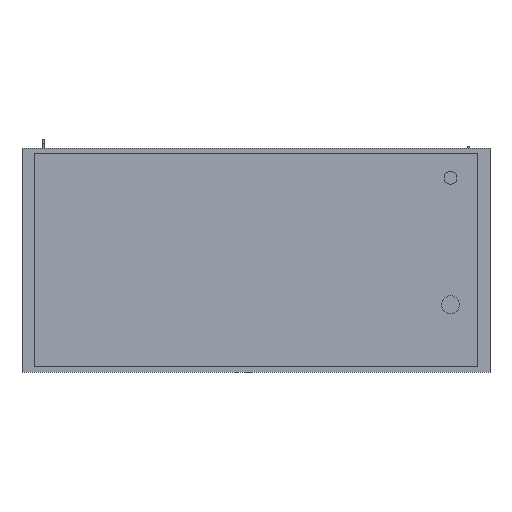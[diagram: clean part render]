
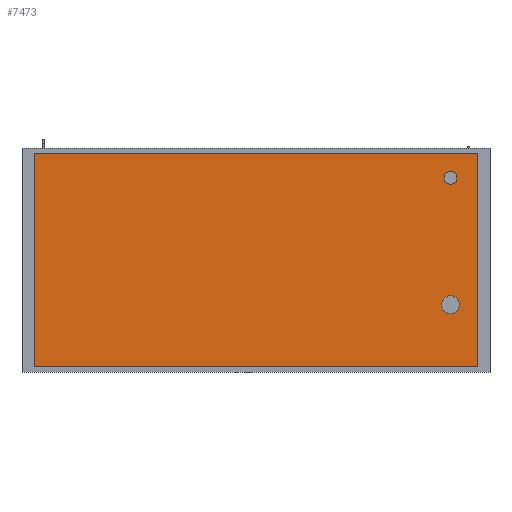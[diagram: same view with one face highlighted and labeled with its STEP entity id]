
A CAD part, front view. The second image highlights one B-rep face of the part: STEP entity #7473.
In plain terms, the highlighted planar face has unit normal (0, -1, 0).
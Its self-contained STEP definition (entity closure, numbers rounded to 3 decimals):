
#114=FACE_BOUND('',#976,.T.);
#115=FACE_BOUND('',#977,.T.);
#135=PLANE('',#8003);
#519=FACE_OUTER_BOUND('',#975,.T.);
#975=EDGE_LOOP('',(#5288,#5289,#5290,#5291));
#976=EDGE_LOOP('',(#5292,#5293));
#977=EDGE_LOOP('',(#5294,#5295));
#1439=LINE('',#10812,#2354);
#1443=LINE('',#10820,#2358);
#1446=LINE('',#10826,#2361);
#1449=LINE('',#10831,#2364);
#2354=VECTOR('',#8654,10.);
#2358=VECTOR('',#8660,10.);
#2361=VECTOR('',#8665,10.);
#2364=VECTOR('',#8670,10.);
#3257=CIRCLE('',#7984,20.);
#3258=CIRCLE('',#7985,20.);
#3261=CIRCLE('',#7990,27.5);
#3262=CIRCLE('',#7991,27.5);
#3423=VERTEX_POINT('',#10767);
#3424=VERTEX_POINT('',#10769);
#3427=VERTEX_POINT('',#10778);
#3428=VERTEX_POINT('',#10780);
#3437=VERTEX_POINT('',#10810);
#3438=VERTEX_POINT('',#10811);
#3441=VERTEX_POINT('',#10819);
#3443=VERTEX_POINT('',#10825);
#4150=EDGE_CURVE('',#3424,#3423,#3257,.T.);
#4151=EDGE_CURVE('',#3423,#3424,#3258,.T.);
#4155=EDGE_CURVE('',#3428,#3427,#3261,.T.);
#4156=EDGE_CURVE('',#3427,#3428,#3262,.T.);
#4169=EDGE_CURVE('',#3437,#3438,#1439,.T.);
#4173=EDGE_CURVE('',#3441,#3437,#1443,.T.);
#4176=EDGE_CURVE('',#3443,#3441,#1446,.T.);
#4179=EDGE_CURVE('',#3438,#3443,#1449,.T.);
#5288=ORIENTED_EDGE('',*,*,#4179,.F.);
#5289=ORIENTED_EDGE('',*,*,#4169,.F.);
#5290=ORIENTED_EDGE('',*,*,#4173,.F.);
#5291=ORIENTED_EDGE('',*,*,#4176,.F.);
#5292=ORIENTED_EDGE('',*,*,#4150,.T.);
#5293=ORIENTED_EDGE('',*,*,#4151,.T.);
#5294=ORIENTED_EDGE('',*,*,#4155,.T.);
#5295=ORIENTED_EDGE('',*,*,#4156,.T.);
#7473=ADVANCED_FACE('',(#519,#114,#115),#135,.F.);
#7984=AXIS2_PLACEMENT_3D('',#10770,#8611,#8612);
#7985=AXIS2_PLACEMENT_3D('',#10771,#8613,#8614);
#7990=AXIS2_PLACEMENT_3D('',#10781,#8624,#8625);
#7991=AXIS2_PLACEMENT_3D('',#10782,#8626,#8627);
#8003=AXIS2_PLACEMENT_3D('',#10834,#8674,#8675);
#8611=DIRECTION('center_axis',(0.,1.,0.));
#8612=DIRECTION('ref_axis',(1.,0.,0.));
#8613=DIRECTION('center_axis',(0.,1.,0.));
#8614=DIRECTION('ref_axis',(1.,0.,0.));
#8624=DIRECTION('center_axis',(0.,1.,0.));
#8625=DIRECTION('ref_axis',(1.,0.,0.));
#8626=DIRECTION('center_axis',(0.,1.,0.));
#8627=DIRECTION('ref_axis',(1.,0.,0.));
#8654=DIRECTION('',(0.,0.,1.));
#8660=DIRECTION('',(-1.,0.,0.));
#8665=DIRECTION('',(0.,0.,-1.));
#8670=DIRECTION('',(1.,0.,0.));
#8674=DIRECTION('center_axis',(0.,1.,0.));
#8675=DIRECTION('ref_axis',(0.,0.,1.));
#10767=CARTESIAN_POINT('',(582.5,0.,255.));
#10769=CARTESIAN_POINT('',(622.5,0.,255.));
#10770=CARTESIAN_POINT('Origin',(602.5,0.,255.));
#10771=CARTESIAN_POINT('Origin',(602.5,0.,255.));
#10778=CARTESIAN_POINT('',(575.,0.,-138.));
#10780=CARTESIAN_POINT('',(630.,0.,-138.));
#10781=CARTESIAN_POINT('Origin',(602.5,0.,-138.));
#10782=CARTESIAN_POINT('Origin',(602.5,0.,-138.));
#10810=CARTESIAN_POINT('',(-687.5,0.,-330.));
#10811=CARTESIAN_POINT('',(-687.5,0.,330.));
#10812=CARTESIAN_POINT('',(-687.5,0.,-330.));
#10819=CARTESIAN_POINT('',(687.5,0.,-330.));
#10820=CARTESIAN_POINT('',(687.5,0.,-330.));
#10825=CARTESIAN_POINT('',(687.5,0.,330.));
#10826=CARTESIAN_POINT('',(687.5,0.,330.));
#10831=CARTESIAN_POINT('',(-687.5,0.,330.));
#10834=CARTESIAN_POINT('Origin',(0.,0.,0.));
